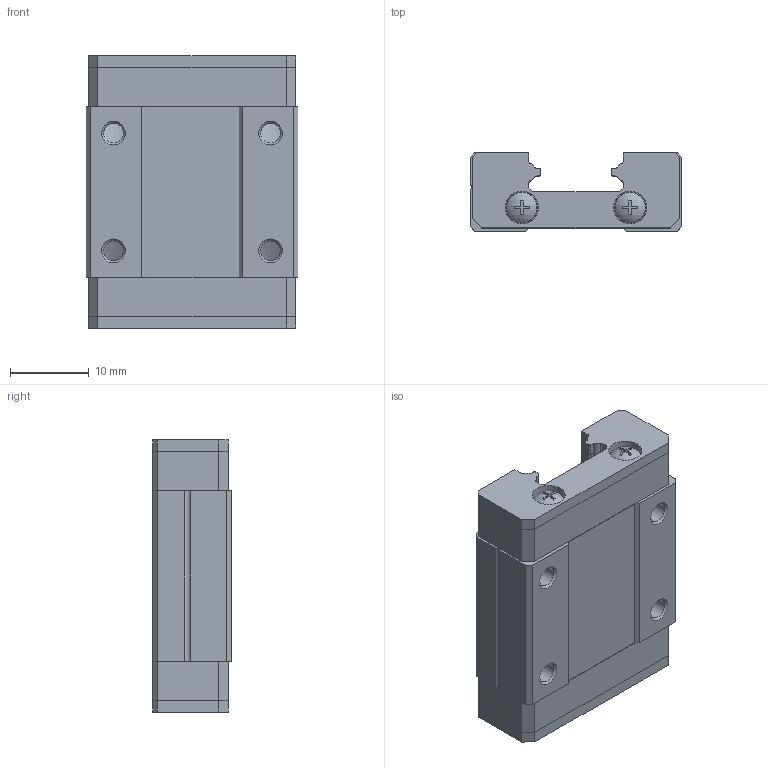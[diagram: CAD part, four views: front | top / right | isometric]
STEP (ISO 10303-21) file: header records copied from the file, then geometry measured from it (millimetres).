
FILE_DESCRIPTION(/* description */ ('','CAx-IF Rec.Pracs.---Representation and Presentation of Product Manufacturing Information (PMI)---4.0---2014-10-13'),/* implementation_level */ '2;1');
FILE_NAME(/* name */ 'MGN12C Carriage.step',/* time_stamp */ '2024-12-07T18:18:30-05:00',/* author */ (''),/* organization */ (''),/* preprocessor_version */ 'ST-DEVELOPER v20',/* originating_system */ 'Autodesk Translation Framework v13.20.0.188',/* authorisation */ '');
FILE_SCHEMA (('AP242_MANAGED_MODEL_BASED_3D_ENGINEERING_MIM_LF { 1 0 10303 442 1 1 4 }'));
Length unit declared in the file: millimetre
Products named in the file (1): MGN12H Carriage
Bounding box: 27 x 10 x 34.7 mm (x, y, z)
Volume: 6970.4 mm3; surface area: 5199.4 mm2
Topology: 9 solids, 9 shells, 294 faces, 792 edges, 528 vertices
Faces by surface type: plane 185, cylinder 93, cone 12, sphere 4
Full cylindrical faces by diameter (mm): 2.529 x4, 4.2 x8
Entity records: 9464 total; most frequent: CARTESIAN_POINT 1767, DIRECTION 1616, ORIENTED_EDGE 1584, EDGE_CURVE 792, LINE 542, VECTOR 542, AXIS2_PLACEMENT_3D 537, VERTEX_POINT 528
